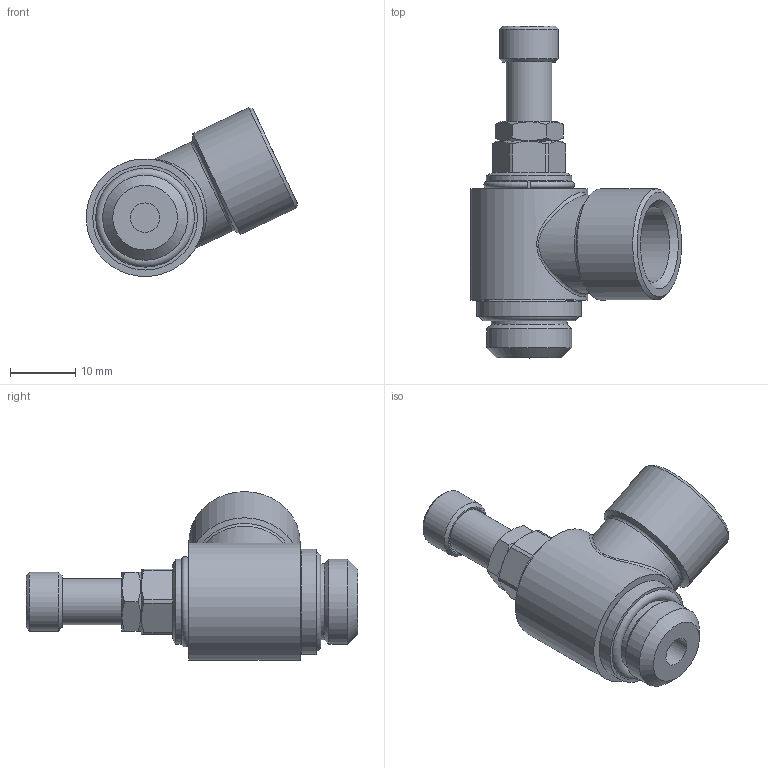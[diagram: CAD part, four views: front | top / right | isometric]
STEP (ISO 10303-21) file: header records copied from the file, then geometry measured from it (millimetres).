
FILE_DESCRIPTION((''),'2;1');
FILE_NAME('MV411414RAB.stp','2022-08-09T09:30:05',('RL'),(''),'Autodesk Inventor 2012','Autodesk Inventor 2012','');
FILE_SCHEMA(('AUTOMOTIVE_DESIGN { 1 0 10303 214 1 1 1 1 }'));
Length unit declared in the file: millimetre
Products named in the file (1): MV411414RAB
Bounding box: 32.28 x 50.75 x 25.8 mm (x, y, z)
Volume: 8502.8 mm3; surface area: 4898.2 mm2
Topology: 1 solids, 2 shells, 83 faces, 185 edges, 117 vertices
Faces by surface type: plane 35, cylinder 24, cone 18, torus 4, bspline 2
Full cylindrical faces by diameter (mm): 4.5 x1, 7 x1, 8 x1, 9 x1, 11.6 x2, 11.95 x1, 13 x1, 13.05 x2, 14.028 x3, 14.1 x1, 15 x1, 16 x1, 17 x1, 18 x1
Entity records: 3639 total; most frequent: CARTESIAN_POINT 2011, DIRECTION 340, ORIENTED_EDGE 274, AXIS2_PLACEMENT_3D 157, EDGE_LOOP 138, EDGE_CURVE 137, VERTEX_POINT 107, FACE_OUTER_BOUND 83
